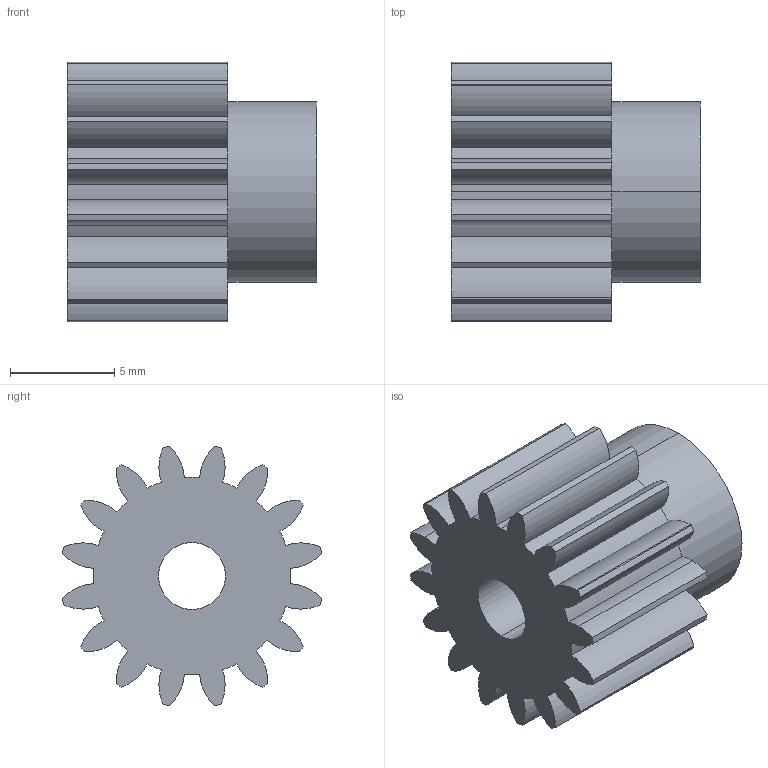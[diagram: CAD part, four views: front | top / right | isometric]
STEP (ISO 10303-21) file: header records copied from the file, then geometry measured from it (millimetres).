
FILE_DESCRIPTION (( 'STEP AP203' ), '1' );
FILE_NAME ('am-3783 - RS-500 Motor Pinion Gear.STEP', '2017-11-14T19:54:32', ( '' ), ( '' ), 'SwSTEP 2.0', 'SolidWorks 2017', '' );
FILE_SCHEMA (( 'CONFIG_CONTROL_DESIGN' ));
Length unit declared in the file: inch
Products named in the file (1): am-3783 - RS-500 Motor Pinion Gear
Bounding box: 11.94 x 12.42 x 12.42 mm (x, y, z)
Volume: 875.2 mm3; surface area: 954.2 mm2
Topology: 1 solids, 1 shells, 76 faces, 219 edges, 146 vertices
Faces by surface type: cylinder 73, plane 3
Entity records: 2672 total; most frequent: DIRECTION 519, CARTESIAN_POINT 442, ORIENTED_EDGE 438, AXIS2_PLACEMENT_3D 223, EDGE_CURVE 219, CIRCLE 146, VERTEX_POINT 146, EDGE_LOOP 79
